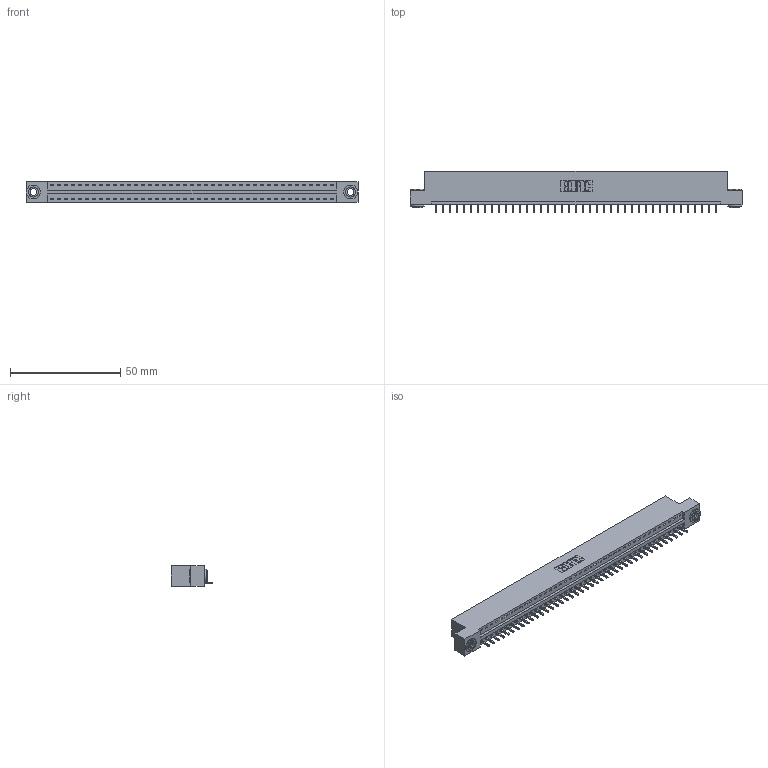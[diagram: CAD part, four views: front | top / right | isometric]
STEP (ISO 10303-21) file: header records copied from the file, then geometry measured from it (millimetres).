
FILE_DESCRIPTION (( 'STEP AP203' ), '1' );
FILE_NAME ('346-041-521-103.STEP', '2022-05-07T11:20:15', ( '' ), ( '' ), 'SwSTEP 2.0', 'SolidWorks 2020', '' );
FILE_SCHEMA (( 'CONFIG_CONTROL_DESIGN' ));
Length unit declared in the file: inch
Products named in the file (4): 345-292-001_345-293-121; 346 Part_Flush Mounting Lugs - 0.156 Dia-TH; 345-250-002_345-250-002-102; 346-041-521-103
Assembly tree (44 placements, depth 2):
  346-041-521-103
    346 Part_Flush Mounting Lugs - 0.156 Dia-TH
    345-292-001_345-293-121  x41
    345-250-002_345-250-002-102  x2
Bounding box: 150.75 x 19.05 x 9.4 mm (x, y, z)
Volume: 14307.8 mm3; surface area: 17659.6 mm2
Topology: 44 solids, 44 shells, 2552 faces, 7657 edges, 5046 vertices
Faces by surface type: plane 1740, cylinder 804, cone 8
Entity records: 26664 total; most frequent: CARTESIAN_POINT 4552, ORIENTED_EDGE 4518, DIRECTION 4047, EDGE_CURVE 2259, LINE 1939, VECTOR 1939, VERTEX_POINT 1502, AXIS2_PLACEMENT_3D 1054
